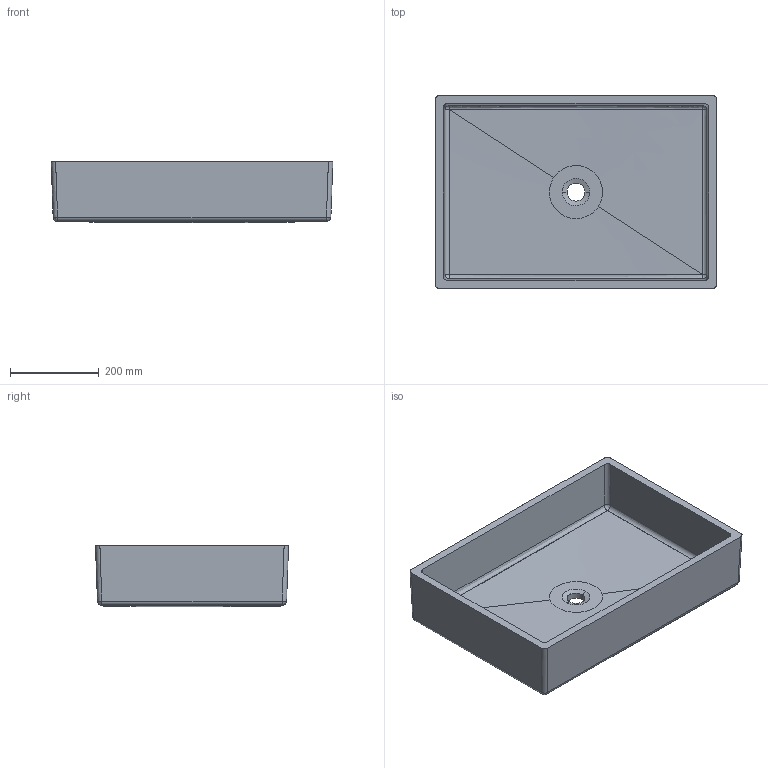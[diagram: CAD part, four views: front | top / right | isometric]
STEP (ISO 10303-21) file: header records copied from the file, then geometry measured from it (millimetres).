
FILE_DESCRIPTION(/* description */ (''),/* implementation_level */ '2;1');
FILE_NAME(/* name */ 'BL923C~1',/* time_stamp */ '2022-03-04T15:53:22+02:00',/* author */ (''),/* organization */ (''),/* preprocessor_version */ 'ST-DEVELOPER v15',/* originating_system */ '',/* authorisation */ '');
FILE_SCHEMA (('AUTOMOTIVE_DESIGN'));
Length unit declared in the file: millimetre
Products named in the file (1): Document
Bounding box: 636.02 x 436.02 x 139.2 mm (x, y, z)
Surface area: 1041910 mm2 (no closed solid volume)
Topology: 0 solids, 48 shells, 48 faces, 216 edges, 208 vertices
Faces by surface type: bspline 32, plane 16
Entity records: 3050 total; most frequent: CARTESIAN_POINT 1914, ORIENTED_EDGE 208, EDGE_CURVE 208, VERTEX_POINT 208, B_SPLINE_CURVE_WITH_KNOTS 142, EDGE_LOOP 52, PRESENTATION_LAYER_ASSIGNMENT 48, SHELL_BASED_SURFACE_MODEL 48
